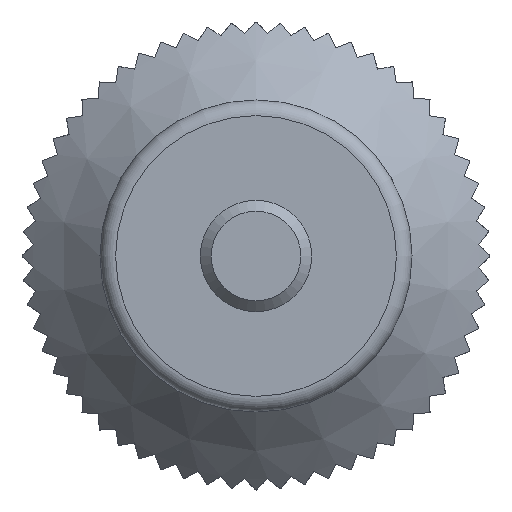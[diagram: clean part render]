
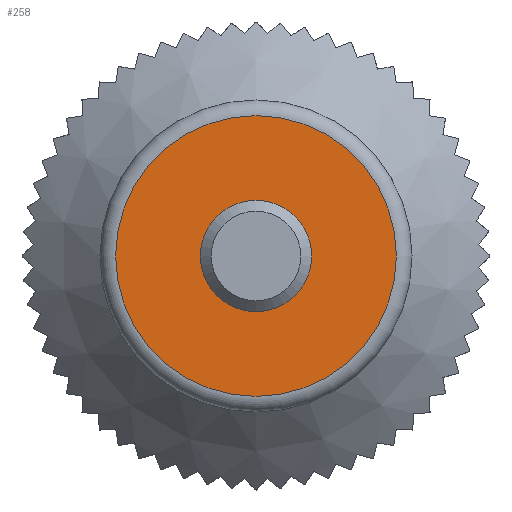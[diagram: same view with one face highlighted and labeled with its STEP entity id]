
A CAD part, front view. The second image highlights one B-rep face of the part: STEP entity #258.
In plain terms, the highlighted planar face has unit normal (0, -1, 0).
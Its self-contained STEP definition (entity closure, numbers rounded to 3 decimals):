
#258 = ADVANCED_FACE( '', ( #695, #696 ), #697, .F. );
#695 = FACE_BOUND( '', #1316, .T. );
#696 = FACE_OUTER_BOUND( '', #1317, .T. );
#697 = PLANE( '', #1318 );
#1316 = EDGE_LOOP( '', ( #2011 ) );
#1317 = EDGE_LOOP( '', ( #2012 ) );
#1318 = AXIS2_PLACEMENT_3D( '', #2013, #2014, #2015 );
#2011 = ORIENTED_EDGE( '', *, *, #3937, .F. );
#2012 = ORIENTED_EDGE( '', *, *, #3938, .T. );
#2013 = CARTESIAN_POINT( '', ( 6.3, 0., 0. ) );
#2014 = DIRECTION( '', ( 0., 1., 0. ) );
#2015 = DIRECTION( '', ( 0., 0., 1. ) );
#3937 = EDGE_CURVE( '', #4786, #4786, #4787, .F. );
#3938 = EDGE_CURVE( '', #4788, #4788, #4789, .T. );
#4786 = VERTEX_POINT( '', #6074 );
#4787 = CIRCLE( '', #6075, 2.5 );
#4788 = VERTEX_POINT( '', #6076 );
#4789 = CIRCLE( '', #6077, 6.3 );
#6074 = CARTESIAN_POINT( '', ( 0., 0., 2.5 ) );
#6075 = AXIS2_PLACEMENT_3D( '', #8475, #8476, #8477 );
#6076 = CARTESIAN_POINT( '', ( 0., 0., -6.3 ) );
#6077 = AXIS2_PLACEMENT_3D( '', #8478, #8479, #8480 );
#8475 = CARTESIAN_POINT( '', ( 0., 0., 0. ) );
#8476 = DIRECTION( '', ( 0., 1., 0. ) );
#8477 = DIRECTION( '', ( 0., 0., 1. ) );
#8478 = CARTESIAN_POINT( '', ( 0., 0., 0. ) );
#8479 = DIRECTION( '', ( 0., -1., 0. ) );
#8480 = DIRECTION( '', ( 0., 0., -1. ) );
